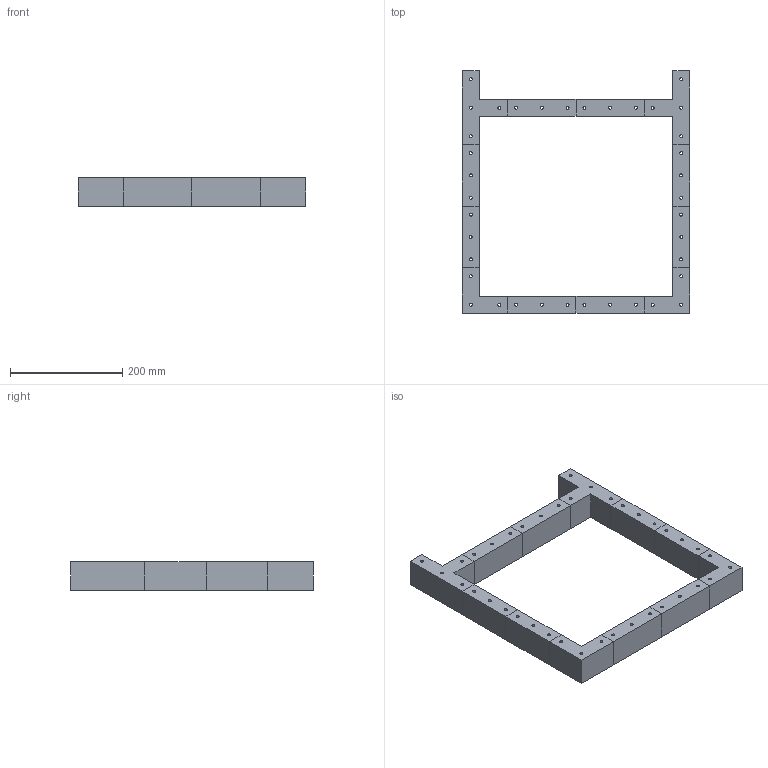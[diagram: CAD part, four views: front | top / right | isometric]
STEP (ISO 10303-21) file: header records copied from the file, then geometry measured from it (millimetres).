
FILE_DESCRIPTION(/* description */ ('STEP AP242','CAx-IF Rec.Pracs.---Representation and Presentation of Product Manufacturing Information (PMI)---4.0---2014-10-13','CAx-IF Rec.Pracs.---3D Tessellated Geometry---0.4---2014-09-14','2;1'),/* implementation_level */ '2;1');
FILE_NAME(/* name */ '66834ce831dd356cbd8fda45',/* time_stamp */ '2024-07-02T00:42:17Z',/* author */ (''),/* organization */ (''),/* preprocessor_version */ 'ST-DEVELOPER v20',/* originating_system */ ' ',/* authorisation */ ' ');
FILE_SCHEMA (('AP242_MANAGED_MODEL_BASED_3D_ENGINEERING_MIM_LF { 1 0 10303 442 1 1 4 }'));
Length unit declared in the file: metre
Products named in the file (5): Skirt Assembly; Part 1; Part 4; Part 3; Part 2
Assembly tree (12 placements, depth 2):
  Skirt Assembly
    Part 1  x2
    Part 4  x2
    Part 3  x4
    Part 2  x4
Bounding box: 404.8 x 431.8 x 50.8 mm (x, y, z)
Volume: 2244349.5 mm3; surface area: 339587.4 mm2
Topology: 12 solids, 12 shells, 210 faces, 426 edges, 284 vertices
Faces by surface type: plane 128, cylinder 82
Full cylindrical faces by diameter (mm): 2.5 x6, 5.3 x38, 9.75 x38
Entity records: 2075 total; most frequent: DIRECTION 358, CARTESIAN_POINT 314, ORIENTED_EDGE 248, EDGE_LOOP 146, FACE_BOUND 146, AXIS2_PLACEMENT_3D 146, EDGE_CURVE 124, VERTEX_POINT 102
